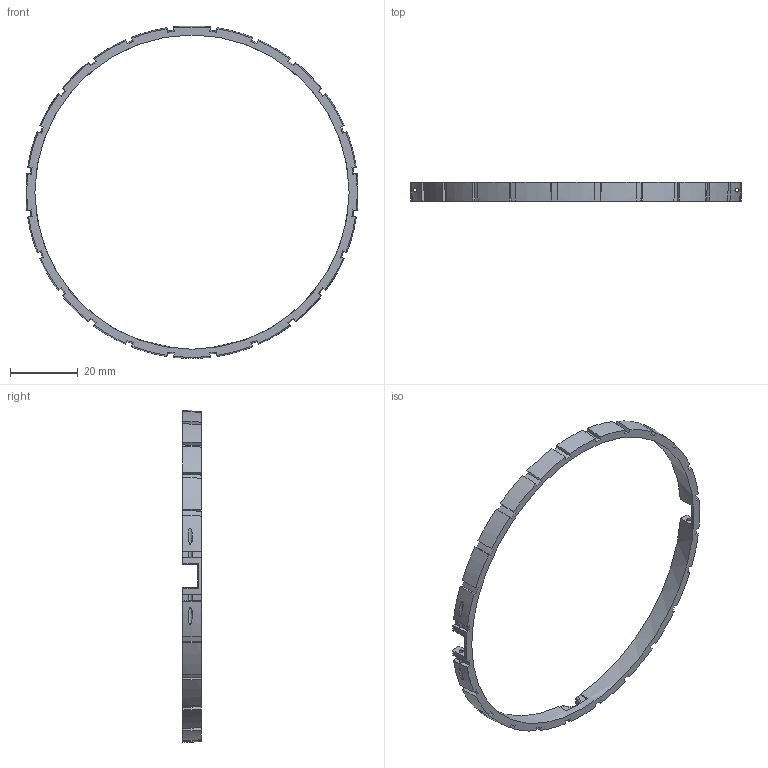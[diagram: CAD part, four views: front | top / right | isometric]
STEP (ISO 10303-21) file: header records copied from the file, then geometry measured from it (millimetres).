
FILE_DESCRIPTION(/* description */ ('Print 1, solid color.'),/* implementation_level */ '2;1');
FILE_NAME(/* name */ 'Mid Joiner Ring 2.step',/* time_stamp */ '2025-07-21T13:43:09-07:00',/* author */ (''),/* organization */ (''),/* preprocessor_version */ 'ST-DEVELOPER v20.1',/* originating_system */ 'Autodesk Translation Framework v14.10.0.0',/* authorisation */ '');
FILE_SCHEMA (('AUTOMOTIVE_DESIGN { 1 0 10303 214 3 1 1 }'));
Length unit declared in the file: millimetre
Products named in the file (1): Mid Joiner Ring 2
Bounding box: 97.98 x 5.5 x 98.12 mm (x, y, z)
Volume: 3780.3 mm3; surface area: 4963.7 mm2
Topology: 1 solids, 1 shells, 122 faces, 379 edges, 254 vertices
Faces by surface type: sphere 52, cone 50, plane 12, cylinder 6, torus 2
Full cylindrical faces by diameter (mm): 1.2 x4, 92.85 x1
Entity records: 4704 total; most frequent: CARTESIAN_POINT 1224, DIRECTION 778, ORIENTED_EDGE 758, EDGE_CURVE 379, AXIS2_PLACEMENT_3D 352, VERTEX_POINT 254, CIRCLE 225, EDGE_LOOP 135
